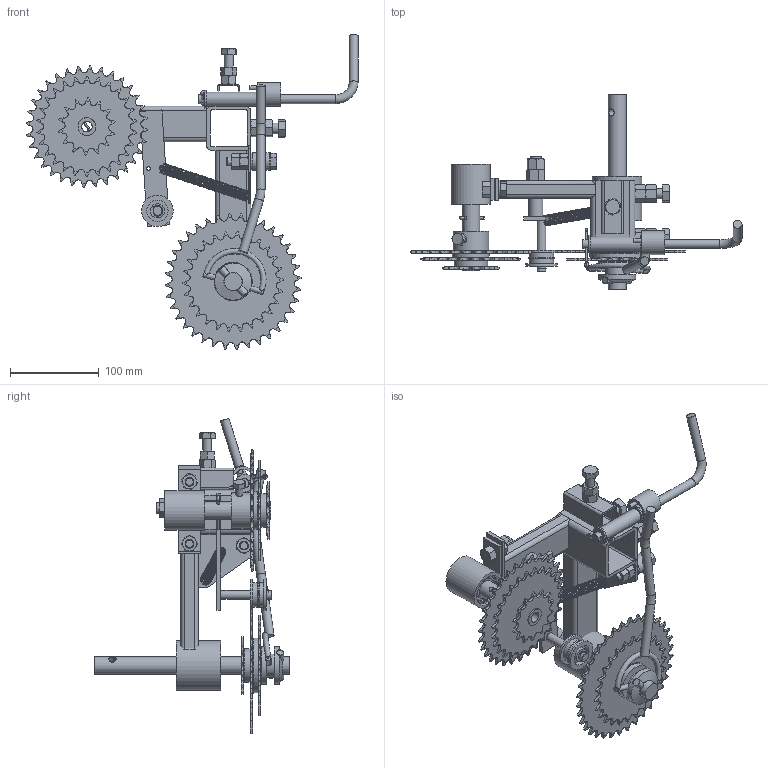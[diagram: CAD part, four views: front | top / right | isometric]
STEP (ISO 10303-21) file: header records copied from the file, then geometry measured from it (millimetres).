
FILE_DESCRIPTION((' '),'2;1');
FILE_NAME( 'STV4___ _________ ________ ______ (_____).stp', '2018-03- 2T20:05:47', (' '), ('--- Datakit www.datakit.com---'), ' Datakit CrossCadWare V2017.1 Dec 27 2016', 'DATAKIT 2018 (c)', ' ');
FILE_SCHEMA(('AP203_CONFIGURATION_CONTROLLED_3D_DESIGN_OF_MECHANICAL_PARTS_AND_ASSEMBLIES_MIM_LF { 1 0 10303 403 2 1 2}'));
Length unit declared in the file: millimetre
Products named in the file (31): STV4СТВ приводной механизм 1 (рама левая); STV4ЧСх4 приводной механизм 3  (ролик натяжителя); STV4ЧСх4 приводной механизм 2 (кронштейн натяжителя); STV4ЧСх4 приводной механизм 4  (втулка малой звездочки); STV4ЧСх4 приводной механизм 5  (Вал 120х20); STV4СТВ приводной механизм 6  (Вал 220х20 со шплинтом); STV4ЧСх4 цепь 081-1; STV4ЧСх4 цепь 081-2; STV4lock washer for shafts_din; STV4radial ball bearing_68_skf; STV4circlip for bores normal_din; STV4circlip for bores normal_din--1; STV4radial ball bearing_68_skf--1; STV4hex nut gradec_iso; STV4hex nut gradec_iso--1; STV4hex screw gradec_iso; STV4hex screw gradec_iso--1; STV4hex screw gradec_iso--2; STV4plain washer normal grade c_iso; STV4ЧСх4 приводной механизм 7  (звездочка двойная1-z36); STV4split pin_iso; STV4СТВ звездочка тройная z26-36-14 с механизмом блокировки; STV4СТВ звездочка тройная z26-36-14 (14я); STV4СТВ звездочка тройная z26-36-14 без механизма блокировки; STV4СТВ звездочка тройная z32 без механизма блокировки; STV4hex screw gradec_iso--3; STV4hex screw gradec_iso--4; STV4СТВ Ручка механизма блокировки; STV4СТВ Рычаг механизма блокировки; STV4СТВ пружина натяжителя (левая); STV4СТВ приводной механизм сборка (левая)
Assembly tree (117 placements, depth 2):
  STV4СТВ приводной механизм сборка (левая)
    STV4СТВ приводной механизм 1 (рама левая)
    STV4ЧСх4 приводной механизм 3  (ролик натяжителя)
    STV4ЧСх4 приводной механизм 2 (кронштейн натяжителя)
    STV4ЧСх4 приводной механизм 4  (втулка малой звездочки)
    STV4ЧСх4 приводной механизм 5  (Вал 120х20)
    STV4СТВ приводной механизм 6  (Вал 220х20 со шплинтом)
    STV4ЧСх4 цепь 081-1  x33
    STV4ЧСх4 цепь 081-2  x33
    STV4lock washer for shafts_din
    STV4radial ball bearing_68_skf  x2
    STV4circlip for bores normal_din  x2
    STV4circlip for bores normal_din--1  x2
    STV4radial ball bearing_68_skf--1  x2
    STV4hex nut gradec_iso  x6
    STV4hex nut gradec_iso--1  x6
    STV4hex screw gradec_iso
    STV4hex screw gradec_iso--1  x2
    STV4hex screw gradec_iso--2  x2
    STV4plain washer normal grade c_iso  x6
    STV4ЧСх4 приводной механизм 7  (звездочка двойная1-z36)
    STV4split pin_iso  x2
    STV4СТВ звездочка тройная z26-36-14 с механизмом блокировки
    STV4СТВ звездочка тройная z26-36-14 (14я)  x2
    STV4СТВ звездочка тройная z26-36-14 без механизма блокировки
    STV4СТВ звездочка тройная z32 без механизма блокировки
    STV4hex screw gradec_iso--3
    STV4hex screw gradec_iso--4
    STV4СТВ Ручка механизма блокировки
    STV4СТВ Рычаг механизма блокировки
    STV4СТВ пружина натяжителя (левая)
Bounding box: 375.03 x 220 x 355.94 mm (x, y, z)
Volume: 728734.1 mm3; surface area: 404069.2 mm2
Topology: 62 solids, 62 shells, 1764 faces, 4581 edges, 2968 vertices
Faces by surface type: cylinder 837, plane 367, torus 338, cone 219, bspline 3
Full cylindrical faces by diameter (mm): 2.5 x8, 3 x1, 3.3 x4, 4 x3, 5 x1, 8 x2, 8.2 x3, 8.5 x6, 10 x18, 10.2 x6, 11 x10, 12 x15, 16 x4, 20 x19, 21 x1, 24 x2, 25.1 x4, 27 x1, 27.6 x2, 28.1 x4, 31.9 x4, 35.6 x2, 37 x3, 38 x2, 38.9 x4, 40 x1, 42 x3, 44.5 x1, 47 x3, 56 x1
Entity records: 50322 total; most frequent: CARTESIAN_POINT 16133, DIRECTION 7493, ORIENTED_EDGE 6728, EDGE_CURVE 3364, AXIS2_PLACEMENT_3D 3289, VERTEX_POINT 2288, CIRCLE 1752, EDGE_LOOP 1538
